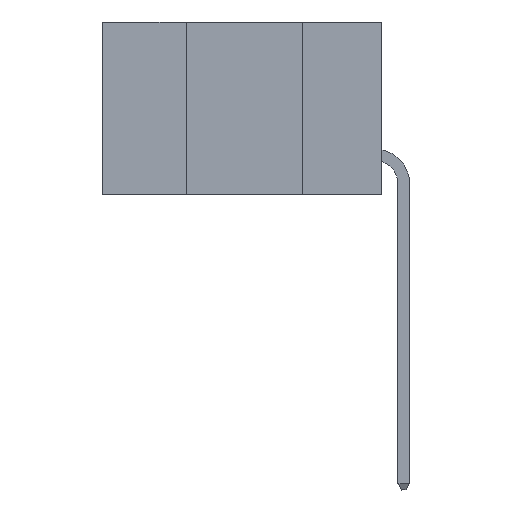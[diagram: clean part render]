
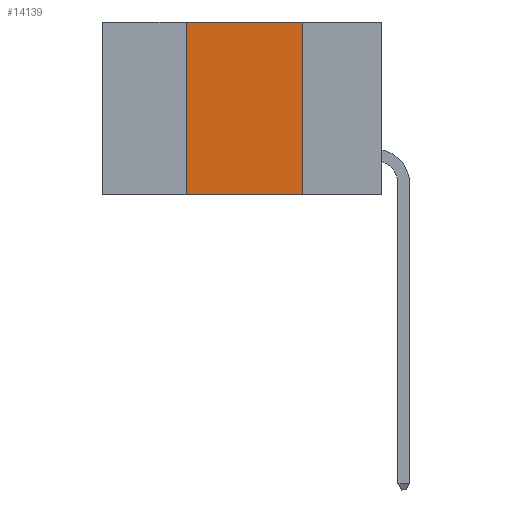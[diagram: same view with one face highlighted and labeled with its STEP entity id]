
A CAD part, left-side view. The second image highlights one B-rep face of the part: STEP entity #14139.
In plain terms, the highlighted planar face has unit normal (-1, 0, 0).
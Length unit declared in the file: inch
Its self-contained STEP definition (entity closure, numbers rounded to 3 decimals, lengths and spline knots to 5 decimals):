
#143 = EDGE_CURVE ( 'NONE', #9963, #10253, #1445, .T. ) ;
#707 = LINE ( 'NONE', #16902, #9833 ) ;
#938 = ORIENTED_EDGE ( 'NONE', *, *, #143, .T. ) ;
#1250 = CARTESIAN_POINT ( 'NONE',  ( 0., 0.6, -0.37 ) ) ;
#1445 = LINE ( 'NONE', #1250, #5786 ) ;
#4684 = VERTEX_POINT ( 'NONE', #7743 ) ;
#4872 = ORIENTED_EDGE ( 'NONE', *, *, #14822, .F. ) ;
#5272 = DIRECTION ( 'NONE',  ( 0., 0., -1. ) ) ;
#5786 = VECTOR ( 'NONE', #6836, 39.37008 ) ;
#6822 = CARTESIAN_POINT ( 'NONE',  ( 0., 0.6, 0. ) ) ;
#6836 = DIRECTION ( 'NONE',  ( 0., -1., 0. ) ) ;
#7593 = VECTOR ( 'NONE', #12850, 39.37008 ) ;
#7743 = CARTESIAN_POINT ( 'NONE',  ( 0., 0.42, 0. ) ) ;
#8075 = PLANE ( 'NONE',  #11412 ) ;
#8284 = DIRECTION ( 'NONE',  ( 0., -1., 0. ) ) ;
#8901 = CARTESIAN_POINT ( 'NONE',  ( 0., 0.42, 0. ) ) ;
#9419 = LINE ( 'NONE', #18821, #7593 ) ;
#9833 = VECTOR ( 'NONE', #8284, 39.37008 ) ;
#9926 = EDGE_CURVE ( 'NONE', #4684, #10861, #707, .T. ) ;
#9963 = VERTEX_POINT ( 'NONE', #14083 ) ;
#10253 = VERTEX_POINT ( 'NONE', #13159 ) ;
#10793 = EDGE_CURVE ( 'NONE', #9963, #4684, #16617, .T. ) ;
#10861 = VERTEX_POINT ( 'NONE', #11020 ) ;
#11020 = CARTESIAN_POINT ( 'NONE',  ( 0., 0.17, 0. ) ) ;
#11412 = AXIS2_PLACEMENT_3D ( 'NONE', #6822, #18422, #5272 ) ;
#11476 = FACE_OUTER_BOUND ( 'NONE', #14820, .T. ) ;
#12850 = DIRECTION ( 'NONE',  ( 0., 0., -1. ) ) ;
#13159 = CARTESIAN_POINT ( 'NONE',  ( 0., 0.17, -0.37 ) ) ;
#14083 = CARTESIAN_POINT ( 'NONE',  ( 0., 0.42, -0.37 ) ) ;
#14139 = ADVANCED_FACE ( 'NONE', ( #11476 ), #8075, .F. ) ;
#14820 = EDGE_LOOP ( 'NONE', ( #4872, #17206, #14964, #938 ) ) ;
#14822 = EDGE_CURVE ( 'NONE', #10861, #10253, #9419, .T. ) ;
#14964 = ORIENTED_EDGE ( 'NONE', *, *, #10793, .F. ) ;
#16131 = VECTOR ( 'NONE', #18032, 39.37008 ) ;
#16617 = LINE ( 'NONE', #8901, #16131 ) ;
#16902 = CARTESIAN_POINT ( 'NONE',  ( 0., 0.6, 0. ) ) ;
#17206 = ORIENTED_EDGE ( 'NONE', *, *, #9926, .F. ) ;
#18032 = DIRECTION ( 'NONE',  ( 0., 0., 1. ) ) ;
#18422 = DIRECTION ( 'NONE',  ( 1., 0., 0. ) ) ;
#18821 = CARTESIAN_POINT ( 'NONE',  ( 0., 0.17, 0. ) ) ;
